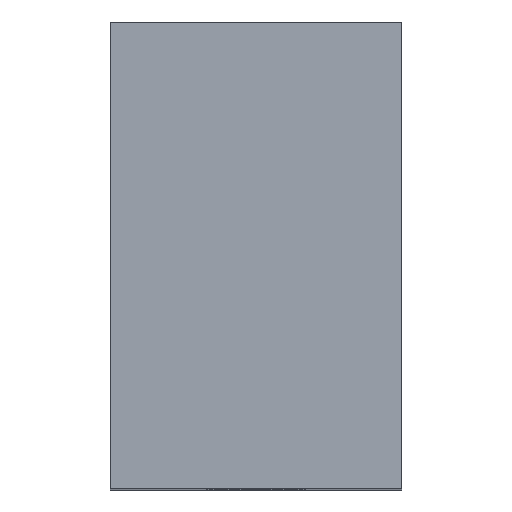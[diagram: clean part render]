
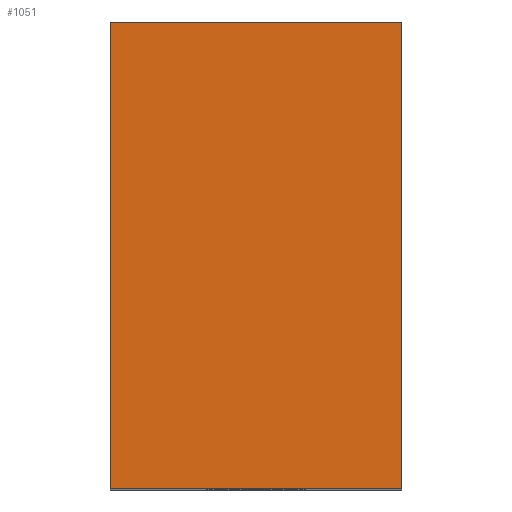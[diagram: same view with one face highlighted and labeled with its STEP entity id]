
A CAD part, top view. The second image highlights one B-rep face of the part: STEP entity #1051.
In plain terms, the highlighted planar face has unit normal (0, 0, 1).
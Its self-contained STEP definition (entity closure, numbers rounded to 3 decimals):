
#497 = ORIENTED_EDGE ( 'NONE', *, *, #2399, .F. ) ;
#498 = ORIENTED_EDGE ( 'NONE', *, *, #2397, .F. ) ;
#499 = ORIENTED_EDGE ( 'NONE', *, *, #2401, .T. ) ;
#500 = ORIENTED_EDGE ( 'NONE', *, *, #2402, .F. ) ;
#1051 = ADVANCED_FACE ( 'NONE', ( #4619 ), #6019, .T. ) ;
#1535 = VERTEX_POINT ( 'NONE', #6892 ) ;
#1536 = VERTEX_POINT ( 'NONE', #6893 ) ;
#1537 = VERTEX_POINT ( 'NONE', #6894 ) ;
#1538 = VERTEX_POINT ( 'NONE', #6895 ) ;
#2397 = EDGE_CURVE ( 'NONE', #1537, #1535, #4877, .T. ) ;
#2399 = EDGE_CURVE ( 'NONE', #1535, #1536, #4889, .T. ) ;
#2401 = EDGE_CURVE ( 'NONE', #1537, #1538, #4893, .T. ) ;
#2402 = EDGE_CURVE ( 'NONE', #1536, #1538, #4887, .T. ) ;
#3061 = AXIS2_PLACEMENT_3D ( 'NONE', #6022, #6028, #6029 ) ;
#3641 = EDGE_LOOP ( 'NONE', ( #497, #498, #499, #500 ) ) ;
#4619 = FACE_OUTER_BOUND ( 'NONE', #3641, .T. ) ;
#4877 = LINE ( 'NONE', #7098, #4886 ) ;
#4886 = VECTOR ( 'NONE', #7101, 1000. ) ;
#4887 = LINE ( 'NONE', #7106, #4895 ) ;
#4889 = LINE ( 'NONE', #7104, #4890 ) ;
#4890 = VECTOR ( 'NONE', #7105, 1000. ) ;
#4893 = LINE ( 'NONE', #7108, #4894 ) ;
#4894 = VECTOR ( 'NONE', #7109, 1000. ) ;
#4895 = VECTOR ( 'NONE', #7111, 1000. ) ;
#6019 = PLANE ( 'NONE',  #3061 ) ;
#6022 = CARTESIAN_POINT ( 'NONE',  ( 0., 0., 96. ) ) ;
#6028 = DIRECTION ( 'NONE',  ( 0., 0., 1. ) ) ;
#6029 = DIRECTION ( 'NONE',  ( 1., 0., 0. ) ) ;
#6892 = CARTESIAN_POINT ( 'NONE',  ( 12.5, 20., 96. ) ) ;
#6893 = CARTESIAN_POINT ( 'NONE',  ( 12.5, -20., 96. ) ) ;
#6894 = CARTESIAN_POINT ( 'NONE',  ( -12.5, 20., 96. ) ) ;
#6895 = CARTESIAN_POINT ( 'NONE',  ( -12.5, -20., 96. ) ) ;
#7098 = CARTESIAN_POINT ( 'NONE',  ( -12.5, 20., 96. ) ) ;
#7101 = DIRECTION ( 'NONE',  ( 1., 0., 0. ) ) ;
#7104 = CARTESIAN_POINT ( 'NONE',  ( 12.5, 20., 96. ) ) ;
#7105 = DIRECTION ( 'NONE',  ( 0., -1., 0. ) ) ;
#7106 = CARTESIAN_POINT ( 'NONE',  ( 12.5, -20., 96. ) ) ;
#7108 = CARTESIAN_POINT ( 'NONE',  ( -12.5, 0., 96. ) ) ;
#7109 = DIRECTION ( 'NONE',  ( 0., -1., 0. ) ) ;
#7111 = DIRECTION ( 'NONE',  ( -1., 0., 0. ) ) ;
